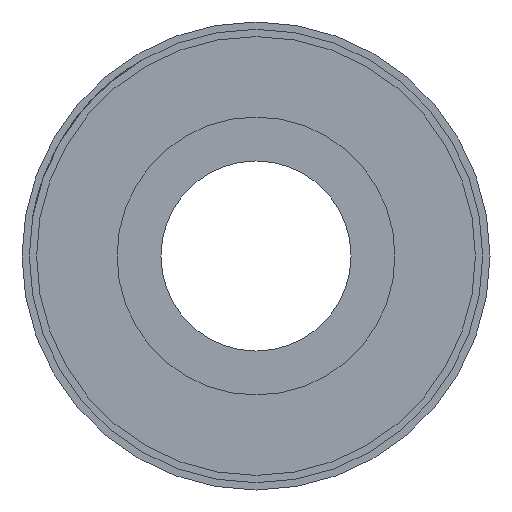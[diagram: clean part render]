
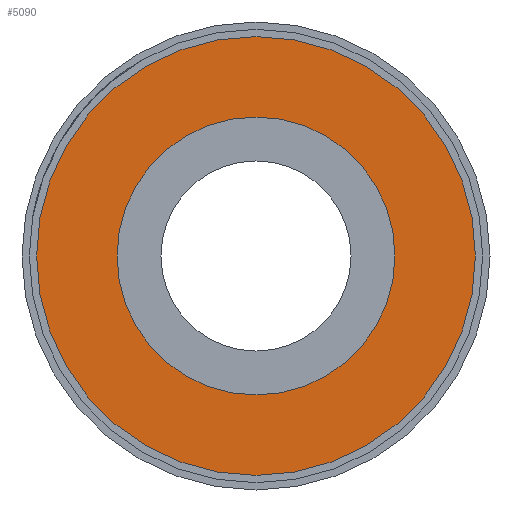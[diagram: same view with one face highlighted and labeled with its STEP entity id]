
A CAD part, left-side view. The second image highlights one B-rep face of the part: STEP entity #5090.
In plain terms, the highlighted planar face has unit normal (-1, 0, 0).
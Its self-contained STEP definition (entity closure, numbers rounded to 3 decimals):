
#383 = VERTEX_POINT ( 'NONE', #6592 ) ;
#502 = DIRECTION ( 'NONE',  ( 0., 0., 1. ) ) ;
#668 = DIRECTION ( 'NONE',  ( -1., 0., 0. ) ) ;
#774 = EDGE_CURVE ( 'NONE', #4367, #3174, #2445, .T. ) ;
#983 = AXIS2_PLACEMENT_3D ( 'NONE', #5267, #7659, #2286 ) ;
#1067 = CARTESIAN_POINT ( 'NONE',  ( 0., 0., -9.5 ) ) ;
#1322 = CIRCLE ( 'NONE', #5445, 9.5 ) ;
#1949 = AXIS2_PLACEMENT_3D ( 'NONE', #5747, #5785, #6446 ) ;
#2073 = VERTEX_POINT ( 'NONE', #6360 ) ;
#2095 = CIRCLE ( 'NONE', #983, 15. ) ;
#2286 = DIRECTION ( 'NONE',  ( 0., 0., 1. ) ) ;
#2445 = CIRCLE ( 'NONE', #1949, 9.5 ) ;
#2896 = CARTESIAN_POINT ( 'NONE',  ( 0., 0., 0. ) ) ;
#3022 = EDGE_CURVE ( 'NONE', #3174, #4367, #1322, .T. ) ;
#3160 = EDGE_LOOP ( 'NONE', ( #6697, #6077 ) ) ;
#3174 = VERTEX_POINT ( 'NONE', #7525 ) ;
#3450 = PLANE ( 'NONE',  #4711 ) ;
#3832 = CIRCLE ( 'NONE', #5466, 15. ) ;
#4150 = DIRECTION ( 'NONE',  ( 1., 0., 0. ) ) ;
#4367 = VERTEX_POINT ( 'NONE', #1067 ) ;
#4487 = ORIENTED_EDGE ( 'NONE', *, *, #3022, .F. ) ;
#4669 = FACE_BOUND ( 'NONE', #7231, .T. ) ;
#4711 = AXIS2_PLACEMENT_3D ( 'NONE', #2896, #4150, #6470 ) ;
#4909 = ORIENTED_EDGE ( 'NONE', *, *, #774, .F. ) ;
#5090 = ADVANCED_FACE ( 'NONE', ( #4669, #6428 ), #3450, .F. ) ;
#5267 = CARTESIAN_POINT ( 'NONE',  ( 0., 0., 0. ) ) ;
#5445 = AXIS2_PLACEMENT_3D ( 'NONE', #5919, #668, #5959 ) ;
#5466 = AXIS2_PLACEMENT_3D ( 'NONE', #5868, #7157, #502 ) ;
#5747 = CARTESIAN_POINT ( 'NONE',  ( 0., 0., 0. ) ) ;
#5785 = DIRECTION ( 'NONE',  ( -1., 0., 0. ) ) ;
#5868 = CARTESIAN_POINT ( 'NONE',  ( 0., 0., 0. ) ) ;
#5919 = CARTESIAN_POINT ( 'NONE',  ( 0., 0., 0. ) ) ;
#5959 = DIRECTION ( 'NONE',  ( 0., 0., 1. ) ) ;
#6077 = ORIENTED_EDGE ( 'NONE', *, *, #6467, .T. ) ;
#6360 = CARTESIAN_POINT ( 'NONE',  ( 0., 0., -15. ) ) ;
#6428 = FACE_OUTER_BOUND ( 'NONE', #3160, .T. ) ;
#6446 = DIRECTION ( 'NONE',  ( 0., 0., 1. ) ) ;
#6467 = EDGE_CURVE ( 'NONE', #2073, #383, #3832, .T. ) ;
#6470 = DIRECTION ( 'NONE',  ( 0., 0., -1. ) ) ;
#6592 = CARTESIAN_POINT ( 'NONE',  ( 0., 0., 15. ) ) ;
#6697 = ORIENTED_EDGE ( 'NONE', *, *, #7622, .T. ) ;
#7157 = DIRECTION ( 'NONE',  ( -1., 0., 0. ) ) ;
#7231 = EDGE_LOOP ( 'NONE', ( #4487, #4909 ) ) ;
#7525 = CARTESIAN_POINT ( 'NONE',  ( 0., 0., 9.5 ) ) ;
#7622 = EDGE_CURVE ( 'NONE', #383, #2073, #2095, .T. ) ;
#7659 = DIRECTION ( 'NONE',  ( -1., 0., 0. ) ) ;
